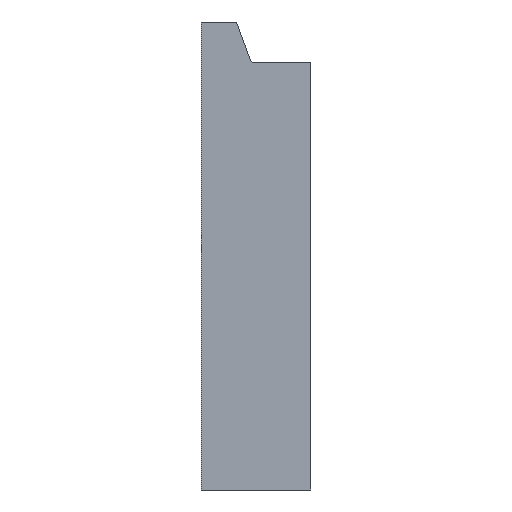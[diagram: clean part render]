
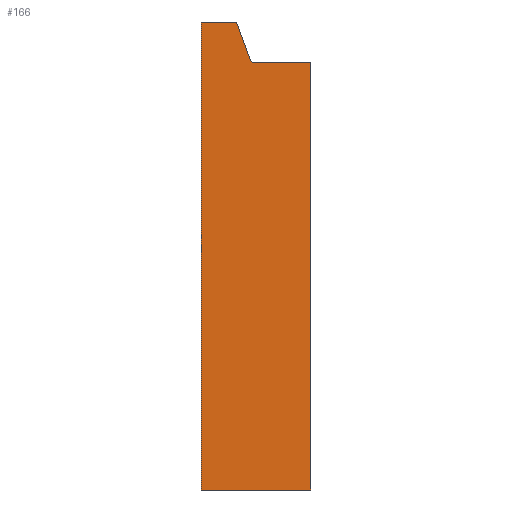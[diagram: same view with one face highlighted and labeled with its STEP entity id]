
A CAD part, front view. The second image highlights one B-rep face of the part: STEP entity #166.
In plain terms, the highlighted planar face has unit normal (0, -1, 0).
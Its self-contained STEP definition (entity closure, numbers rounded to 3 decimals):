
#21=PLANE('',#191);
#30=FACE_OUTER_BOUND('',#39,.T.);
#39=EDGE_LOOP('',(#144,#145,#146,#147,#148,#149,#150));
#44=LINE('',#250,#63);
#47=LINE('',#256,#66);
#50=LINE('',#262,#69);
#53=LINE('',#268,#72);
#56=LINE('',#274,#75);
#59=LINE('',#278,#78);
#63=VECTOR('',#206,10.);
#66=VECTOR('',#211,10.);
#69=VECTOR('',#216,10.);
#72=VECTOR('',#221,10.);
#75=VECTOR('',#226,10.);
#78=VECTOR('',#231,10.);
#80=CIRCLE('',#184,1.5);
#83=VERTEX_POINT('',#241);
#84=VERTEX_POINT('',#243);
#86=VERTEX_POINT('',#249);
#88=VERTEX_POINT('',#255);
#90=VERTEX_POINT('',#261);
#92=VERTEX_POINT('',#267);
#94=VERTEX_POINT('',#273);
#97=EDGE_CURVE('',#84,#83,#80,.T.);
#100=EDGE_CURVE('',#86,#84,#44,.T.);
#103=EDGE_CURVE('',#88,#86,#47,.T.);
#106=EDGE_CURVE('',#90,#88,#50,.T.);
#109=EDGE_CURVE('',#92,#90,#53,.T.);
#112=EDGE_CURVE('',#94,#92,#56,.T.);
#115=EDGE_CURVE('',#83,#94,#59,.T.);
#144=ORIENTED_EDGE('',*,*,#115,.T.);
#145=ORIENTED_EDGE('',*,*,#112,.T.);
#146=ORIENTED_EDGE('',*,*,#109,.T.);
#147=ORIENTED_EDGE('',*,*,#106,.T.);
#148=ORIENTED_EDGE('',*,*,#103,.T.);
#149=ORIENTED_EDGE('',*,*,#100,.T.);
#150=ORIENTED_EDGE('',*,*,#97,.T.);
#166=ADVANCED_FACE('',(#30),#21,.T.);
#184=AXIS2_PLACEMENT_3D('',#244,#200,#201);
#191=AXIS2_PLACEMENT_3D('',#279,#232,#233);
#200=DIRECTION('center_axis',(0.,1.,0.));
#201=DIRECTION('ref_axis',(-0.94,0.,-0.342));
#206=DIRECTION('',(-1.,0.,0.));
#211=DIRECTION('',(0.,0.,1.));
#216=DIRECTION('',(1.,0.,0.));
#221=DIRECTION('',(0.,0.,-1.));
#226=DIRECTION('',(-1.,0.,0.));
#231=DIRECTION('',(-0.342,0.,0.94));
#232=DIRECTION('center_axis',(0.,-1.,0.));
#233=DIRECTION('ref_axis',(1.,0.,0.));
#241=CARTESIAN_POINT('',(15.641,0.,1137.987));
#243=CARTESIAN_POINT('',(17.05,0.,1137.));
#244=CARTESIAN_POINT('Origin',(17.05,0.,1138.5));
#249=CARTESIAN_POINT('',(35.,0.,1137.));
#250=CARTESIAN_POINT('',(17.05,0.,1137.));
#255=CARTESIAN_POINT('',(35.,0.,1000.));
#256=CARTESIAN_POINT('',(35.,0.,1000.));
#261=CARTESIAN_POINT('',(0.,0.,1000.));
#262=CARTESIAN_POINT('',(0.,0.,1000.));
#267=CARTESIAN_POINT('',(0.,0.,1150.));
#268=CARTESIAN_POINT('',(0.,0.,1150.));
#273=CARTESIAN_POINT('',(11.268,0.,1150.));
#274=CARTESIAN_POINT('',(0.,0.,1150.));
#278=CARTESIAN_POINT('',(15.641,0.,1137.987));
#279=CARTESIAN_POINT('Origin',(17.5,0.,1075.));
